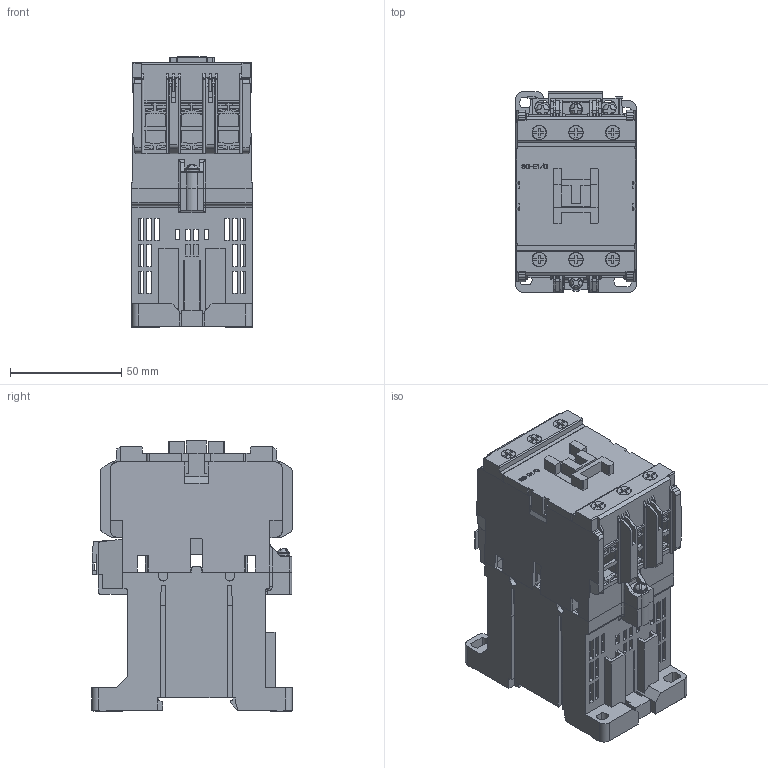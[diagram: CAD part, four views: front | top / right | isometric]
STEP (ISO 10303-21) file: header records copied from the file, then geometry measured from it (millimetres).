
FILE_DESCRIPTION (( 'STEP AP214' ), '1' );
FILE_NAME ('SC-E1G-24VDC.step', '2016-04-18T19:04:45', ( '' ), ( '' ), 'SwSTEP 2.0', 'SolidWorks 2015', '' );
FILE_SCHEMA (( 'AUTOMOTIVE_DESIGN' ));
Length unit declared in the file: inch
Products named in the file (3): SC-E1G-LOWER; SC-E1G-24VDC; SC-E1G-UPPER
Assembly tree (2 placements, depth 2):
  SC-E1G-24VDC
    SC-E1G-LOWER
    SC-E1G-UPPER
Bounding box: 54 x 90 x 121.5 mm (x, y, z)
Volume: 200026.4 mm3; surface area: 117660 mm2
Topology: 32 solids, 32 shells, 1923 faces, 5590 edges, 3698 vertices
Faces by surface type: plane 1462, cylinder 381, bspline 72, cone 8
Entity records: 91701 total; most frequent: CARTESIAN_POINT 15288, ORIENTED_EDGE 11176, DIRECTION 9653, EDGE_CURVE 5588, LINE 4559, VECTOR 4559, VERTEX_POINT 3698, AXIS2_PLACEMENT_3D 2547
